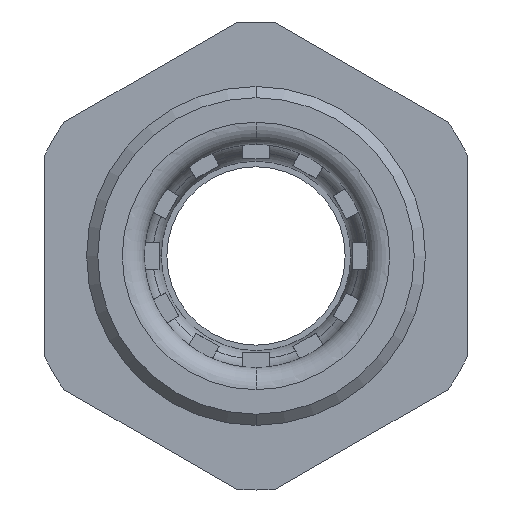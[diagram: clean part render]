
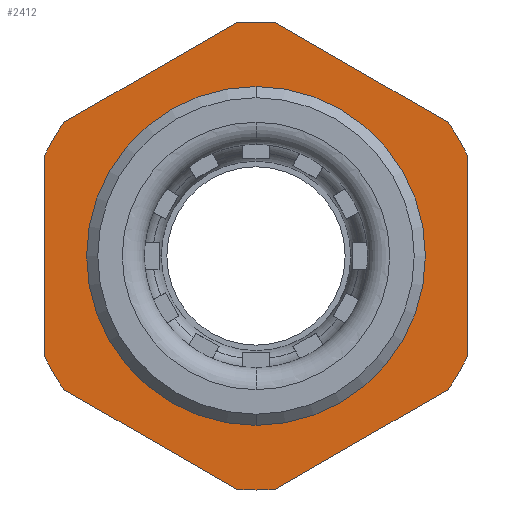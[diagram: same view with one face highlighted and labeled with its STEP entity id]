
A CAD part, front view. The second image highlights one B-rep face of the part: STEP entity #2412.
In plain terms, the highlighted planar face has unit normal (0, -1, 0).
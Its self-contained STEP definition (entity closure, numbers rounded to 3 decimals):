
#176 = VERTEX_POINT ( 'NONE', #783 ) ;
#493 = CARTESIAN_POINT ( 'NONE',  ( -0.877, -6.65, 10.463 ) ) ;
#494 = VECTOR ( 'NONE', #3577, 1000. ) ;
#783 = CARTESIAN_POINT ( 'NONE',  ( -8.623, -6.65, -5.991 ) ) ;
#865 = ORIENTED_EDGE ( 'NONE', *, *, #5865, .T. ) ;
#1336 = VERTEX_POINT ( 'NONE', #4299 ) ;
#1357 = CARTESIAN_POINT ( 'NONE',  ( 9.5, -6.65, 5.485 ) ) ;
#1394 = CARTESIAN_POINT ( 'NONE',  ( 0., -6.65, 0. ) ) ;
#1428 = CIRCLE ( 'NONE', #3446, 10.5 ) ;
#1500 = EDGE_CURVE ( 'NONE', #3438, #8862, #11480, .T. ) ;
#1651 = EDGE_CURVE ( 'NONE', #8132, #2454, #3945, .T. ) ;
#1800 = AXIS2_PLACEMENT_3D ( 'NONE', #10559, #5125, #11505 ) ;
#1832 = AXIS2_PLACEMENT_3D ( 'NONE', #8296, #11069, #5613 ) ;
#1836 = CARTESIAN_POINT ( 'NONE',  ( 0., -6.65, 0. ) ) ;
#1922 = ORIENTED_EDGE ( 'NONE', *, *, #7799, .T. ) ;
#1934 = PLANE ( 'NONE',  #1832 ) ;
#2056 = DIRECTION ( 'NONE',  ( -0.866, 0., 0.5 ) ) ;
#2062 = CARTESIAN_POINT ( 'NONE',  ( 0.877, -6.65, -10.463 ) ) ;
#2068 = DIRECTION ( 'NONE',  ( 0., -1., 0. ) ) ;
#2096 = VECTOR ( 'NONE', #5314, 1000. ) ;
#2320 = DIRECTION ( 'NONE',  ( 0., 0., -1. ) ) ;
#2412 = ADVANCED_FACE ( 'NONE', ( #8202, #10345 ), #1934, .F. ) ;
#2454 = VERTEX_POINT ( 'NONE', #2943 ) ;
#2560 = CARTESIAN_POINT ( 'NONE',  ( 0., -6.65, -10.97 ) ) ;
#2672 = DIRECTION ( 'NONE',  ( 0., -1., 0. ) ) ;
#2681 = CARTESIAN_POINT ( 'NONE',  ( 0., -6.65, 6.95 ) ) ;
#2697 = DIRECTION ( 'NONE',  ( 0., -1., 0. ) ) ;
#2729 = ORIENTED_EDGE ( 'NONE', *, *, #11773, .T. ) ;
#2749 = DIRECTION ( 'NONE',  ( 0., 0., -1. ) ) ;
#2768 = CIRCLE ( 'NONE', #10162, 10.5 ) ;
#2827 = AXIS2_PLACEMENT_3D ( 'NONE', #8146, #2697, #9053 ) ;
#2924 = LINE ( 'NONE', #8995, #494 ) ;
#2943 = CARTESIAN_POINT ( 'NONE',  ( -8.623, -6.65, 5.991 ) ) ;
#3021 = EDGE_LOOP ( 'NONE', ( #5445, #6635, #5752, #2729, #3320, #5130, #3205, #1922, #10381, #4778, #4984, #865, #5238 ) ) ;
#3141 = CARTESIAN_POINT ( 'NONE',  ( -0.877, -6.65, -10.463 ) ) ;
#3205 = ORIENTED_EDGE ( 'NONE', *, *, #1651, .T. ) ;
#3295 = VERTEX_POINT ( 'NONE', #3328 ) ;
#3320 = ORIENTED_EDGE ( 'NONE', *, *, #4364, .T. ) ;
#3328 = CARTESIAN_POINT ( 'NONE',  ( 0.877, -6.65, 10.463 ) ) ;
#3383 = CARTESIAN_POINT ( 'NONE',  ( 8.623, -6.65, -5.991 ) ) ;
#3414 = EDGE_CURVE ( 'NONE', #10233, #7704, #2924, .T. ) ;
#3438 = VERTEX_POINT ( 'NONE', #2681 ) ;
#3439 = VERTEX_POINT ( 'NONE', #3619 ) ;
#3446 = AXIS2_PLACEMENT_3D ( 'NONE', #3996, #10314, #4881 ) ;
#3503 = VERTEX_POINT ( 'NONE', #7321 ) ;
#3526 = EDGE_CURVE ( 'NONE', #11591, #1336, #6632, .T. ) ;
#3577 = DIRECTION ( 'NONE',  ( 0., 0., -1. ) ) ;
#3619 = CARTESIAN_POINT ( 'NONE',  ( 8.623, -6.65, 5.991 ) ) ;
#3796 = DIRECTION ( 'NONE',  ( 0., -1., 0. ) ) ;
#3900 = LINE ( 'NONE', #1357, #5716 ) ;
#3945 = LINE ( 'NONE', #7423, #5484 ) ;
#3948 = AXIS2_PLACEMENT_3D ( 'NONE', #10658, #5218, #11600 ) ;
#3954 = EDGE_LOOP ( 'NONE', ( #11146, #8203 ) ) ;
#3996 = CARTESIAN_POINT ( 'NONE',  ( 0., -6.65, 0. ) ) ;
#4299 = CARTESIAN_POINT ( 'NONE',  ( 9.5, -6.65, -4.472 ) ) ;
#4364 = EDGE_CURVE ( 'NONE', #3439, #3295, #7301, .T. ) ;
#4454 = EDGE_CURVE ( 'NONE', #10777, #11591, #8870, .T. ) ;
#4535 = CARTESIAN_POINT ( 'NONE',  ( -9.5, -6.65, 4.472 ) ) ;
#4598 = AXIS2_PLACEMENT_3D ( 'NONE', #8111, #2672, #9022 ) ;
#4728 = AXIS2_PLACEMENT_3D ( 'NONE', #7503, #2068, #8423 ) ;
#4774 = CARTESIAN_POINT ( 'NONE',  ( 0., -6.65, -6.95 ) ) ;
#4778 = ORIENTED_EDGE ( 'NONE', *, *, #5214, .T. ) ;
#4881 = DIRECTION ( 'NONE',  ( 0., 0., -1. ) ) ;
#4900 = VECTOR ( 'NONE', #2056, 1000. ) ;
#4984 = ORIENTED_EDGE ( 'NONE', *, *, #10139, .T. ) ;
#5125 = DIRECTION ( 'NONE',  ( 0., -1., 0. ) ) ;
#5130 = ORIENTED_EDGE ( 'NONE', *, *, #7900, .T. ) ;
#5214 = EDGE_CURVE ( 'NONE', #7704, #176, #9279, .T. ) ;
#5213 = AXIS2_PLACEMENT_3D ( 'NONE', #1394, #7758, #2320 ) ;
#5218 = DIRECTION ( 'NONE',  ( 0., -1., 0. ) ) ;
#5238 = ORIENTED_EDGE ( 'NONE', *, *, #8662, .T. ) ;
#5264 = CIRCLE ( 'NONE', #7108, 10.5 ) ;
#5314 = DIRECTION ( 'NONE',  ( 0.866, 0., -0.5 ) ) ;
#5445 = ORIENTED_EDGE ( 'NONE', *, *, #4454, .T. ) ;
#5484 = VECTOR ( 'NONE', #8346, 1000. ) ;
#5613 = DIRECTION ( 'NONE',  ( 0., 0., 1. ) ) ;
#5716 = VECTOR ( 'NONE', #6831, 1000. ) ;
#5752 = ORIENTED_EDGE ( 'NONE', *, *, #5983, .T. ) ;
#5865 = EDGE_CURVE ( 'NONE', #7263, #10509, #1428, .T. ) ;
#5983 = EDGE_CURVE ( 'NONE', #1336, #3503, #3900, .T. ) ;
#6602 = CARTESIAN_POINT ( 'NONE',  ( 0., -6.65, 10.97 ) ) ;
#6632 = CIRCLE ( 'NONE', #1800, 10.5 ) ;
#6635 = ORIENTED_EDGE ( 'NONE', *, *, #3526, .T. ) ;
#6763 = CARTESIAN_POINT ( 'NONE',  ( 9.5, -6.65, -5.485 ) ) ;
#6831 = DIRECTION ( 'NONE',  ( 0., 0., 1. ) ) ;
#7108 = AXIS2_PLACEMENT_3D ( 'NONE', #9208, #3796, #10129 ) ;
#7221 = LINE ( 'NONE', #2560, #2096 ) ;
#7263 = VERTEX_POINT ( 'NONE', #3141 ) ;
#7301 = LINE ( 'NONE', #6602, #4900 ) ;
#7321 = CARTESIAN_POINT ( 'NONE',  ( 9.5, -6.65, 4.472 ) ) ;
#7375 = CIRCLE ( 'NONE', #5213, 10.5 ) ;
#7423 = CARTESIAN_POINT ( 'NONE',  ( -9.5, -6.65, 5.485 ) ) ;
#7503 = CARTESIAN_POINT ( 'NONE',  ( 0., -6.65, 0. ) ) ;
#7647 = DIRECTION ( 'NONE',  ( 0.866, 0., 0.5 ) ) ;
#7704 = VERTEX_POINT ( 'NONE', #8022 ) ;
#7758 = DIRECTION ( 'NONE',  ( 0., -1., 0. ) ) ;
#7799 = EDGE_CURVE ( 'NONE', #2454, #10233, #11552, .T. ) ;
#7900 = EDGE_CURVE ( 'NONE', #3295, #8132, #5264, .T. ) ;
#8022 = CARTESIAN_POINT ( 'NONE',  ( -9.5, -6.65, -4.472 ) ) ;
#8111 = CARTESIAN_POINT ( 'NONE',  ( 0., -6.65, 0. ) ) ;
#8132 = VERTEX_POINT ( 'NONE', #493 ) ;
#8146 = CARTESIAN_POINT ( 'NONE',  ( 0., -6.65, 0. ) ) ;
#8199 = DIRECTION ( 'NONE',  ( 0., -1., 0. ) ) ;
#8202 = FACE_BOUND ( 'NONE', #3954, .T. ) ;
#8203 = ORIENTED_EDGE ( 'NONE', *, *, #1500, .F. ) ;
#8296 = CARTESIAN_POINT ( 'NONE',  ( -10.5, -6.65, 0. ) ) ;
#8346 = DIRECTION ( 'NONE',  ( -0.866, 0., -0.5 ) ) ;
#8423 = DIRECTION ( 'NONE',  ( 0., 0., -1. ) ) ;
#8476 = CIRCLE ( 'NONE', #3948, 6.95 ) ;
#8662 = EDGE_CURVE ( 'NONE', #10509, #10777, #7375, .T. ) ;
#8862 = VERTEX_POINT ( 'NONE', #4774 ) ;
#8870 = LINE ( 'NONE', #6763, #11311 ) ;
#8995 = CARTESIAN_POINT ( 'NONE',  ( -9.5, -6.65, -5.485 ) ) ;
#9022 = DIRECTION ( 'NONE',  ( 0., 0., -1. ) ) ;
#9053 = DIRECTION ( 'NONE',  ( 0., 0., -1. ) ) ;
#9208 = CARTESIAN_POINT ( 'NONE',  ( 0., -6.65, 0. ) ) ;
#9279 = CIRCLE ( 'NONE', #4728, 10.5 ) ;
#9460 = CARTESIAN_POINT ( 'NONE',  ( 0., -6.65, -10.5 ) ) ;
#10129 = DIRECTION ( 'NONE',  ( 0., 0., -1. ) ) ;
#10139 = EDGE_CURVE ( 'NONE', #176, #7263, #7221, .T. ) ;
#10162 = AXIS2_PLACEMENT_3D ( 'NONE', #1836, #8199, #2749 ) ;
#10233 = VERTEX_POINT ( 'NONE', #4535 ) ;
#10314 = DIRECTION ( 'NONE',  ( 0., -1., 0. ) ) ;
#10345 = FACE_OUTER_BOUND ( 'NONE', #3021, .T. ) ;
#10381 = ORIENTED_EDGE ( 'NONE', *, *, #3414, .T. ) ;
#10509 = VERTEX_POINT ( 'NONE', #9460 ) ;
#10559 = CARTESIAN_POINT ( 'NONE',  ( 0., -6.65, 0. ) ) ;
#10658 = CARTESIAN_POINT ( 'NONE',  ( 0., -6.65, 0. ) ) ;
#10777 = VERTEX_POINT ( 'NONE', #2062 ) ;
#10940 = EDGE_CURVE ( 'NONE', #8862, #3438, #8476, .T. ) ;
#11069 = DIRECTION ( 'NONE',  ( 0., 1., 0. ) ) ;
#11146 = ORIENTED_EDGE ( 'NONE', *, *, #10940, .F. ) ;
#11311 = VECTOR ( 'NONE', #7647, 1000. ) ;
#11480 = CIRCLE ( 'NONE', #4598, 6.95 ) ;
#11505 = DIRECTION ( 'NONE',  ( 0., 0., -1. ) ) ;
#11552 = CIRCLE ( 'NONE', #2827, 10.5 ) ;
#11591 = VERTEX_POINT ( 'NONE', #3383 ) ;
#11600 = DIRECTION ( 'NONE',  ( 0., 0., -1. ) ) ;
#11773 = EDGE_CURVE ( 'NONE', #3503, #3439, #2768, .T. ) ;
